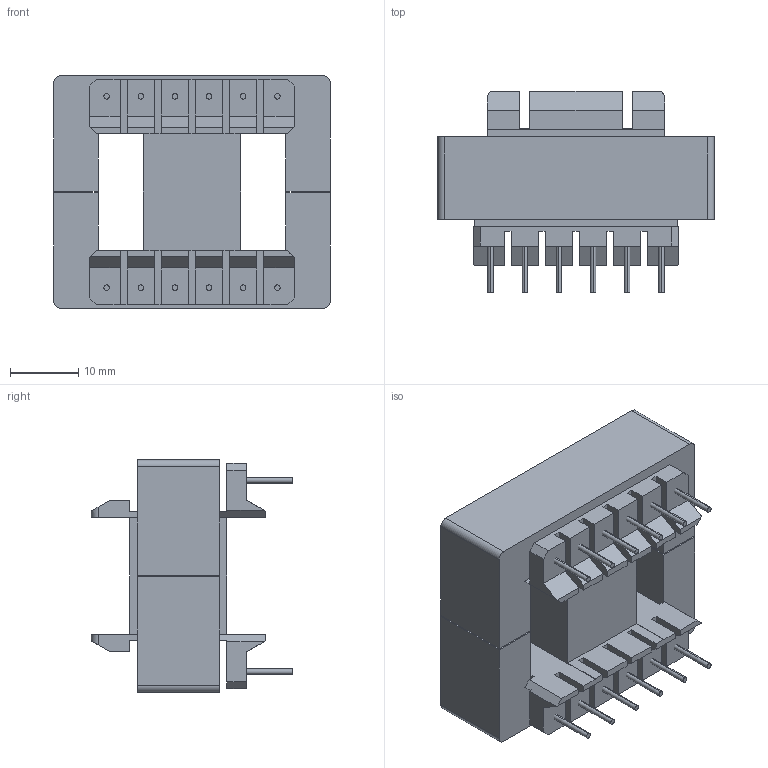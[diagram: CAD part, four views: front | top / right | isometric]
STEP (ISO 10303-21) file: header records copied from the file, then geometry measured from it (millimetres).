
FILE_DESCRIPTION (( 'STEP AP214' ), '1' );
FILE_NAME ('User Library-THORNTON-NEE-40-17-12.STEP', '2014-07-08T06:01:13', ( 'Windows User' ), ( '' ), 'SwSTEP 2.0', 'SolidWorks 2014', '' );
FILE_SCHEMA (( 'AUTOMOTIVE_DESIGN' ));
Length unit declared in the file: millimetre
Products named in the file (1): User Library-THORNTON-NEE-40-17-12
Bounding box: 40.5 x 29.5 x 34 mm (x, y, z)
Volume: 16335.4 mm3; surface area: 11609.8 mm2
Topology: 15 solids, 15 shells, 220 faces, 570 edges, 380 vertices
Faces by surface type: plane 188, cylinder 32
Entity records: 9218 total; most frequent: CARTESIAN_POINT 1183, ORIENTED_EDGE 1140, DIRECTION 1068, EDGE_CURVE 570, VECTOR 506, LINE 506, VERTEX_POINT 380, AXIS2_PLACEMENT_3D 281
